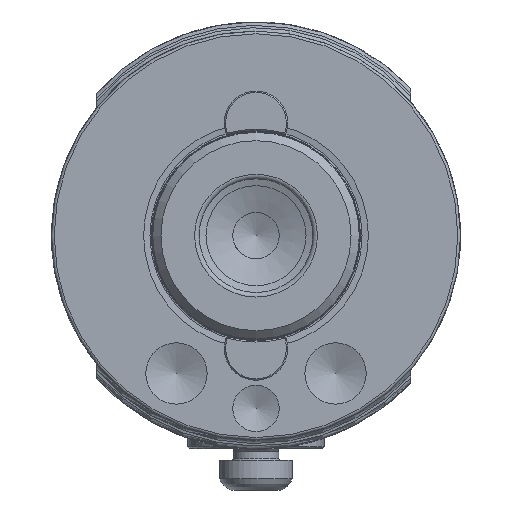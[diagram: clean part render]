
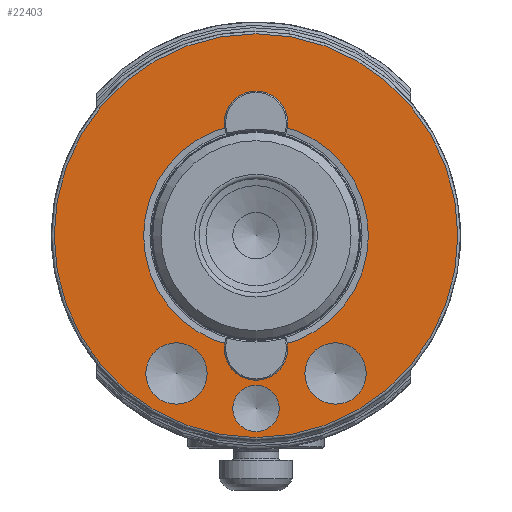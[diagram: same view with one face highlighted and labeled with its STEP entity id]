
A CAD part, left-side view. The second image highlights one B-rep face of the part: STEP entity #22403.
In plain terms, the highlighted planar face has unit normal (-1, 0, 0).
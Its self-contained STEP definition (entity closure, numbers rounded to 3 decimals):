
#109 = CARTESIAN_POINT ( 'NONE',  ( 0., 17.5, -30.311 ) ) ;
#171 = VERTEX_POINT ( 'NONE', #26522 ) ;
#207 = AXIS2_PLACEMENT_3D ( 'NONE', #6265, #23328, #18116 ) ;
#1159 = EDGE_CURVE ( 'NONE', #4701, #4701, #28034, .T. ) ;
#1227 = ORIENTED_EDGE ( 'NONE', *, *, #13409, .F. ) ;
#1516 = CIRCLE ( 'NONE', #11379, 3.5 ) ;
#1753 = DIRECTION ( 'NONE',  ( 1., 0., 0. ) ) ;
#1891 = ORIENTED_EDGE ( 'NONE', *, *, #1159, .F. ) ;
#1906 = AXIS2_PLACEMENT_3D ( 'NONE', #109, #22156, #5101 ) ;
#2691 = EDGE_CURVE ( 'NONE', #3125, #3125, #16902, .T. ) ;
#2759 = DIRECTION ( 'NONE',  ( 0., 0.866, 0.5 ) ) ;
#3125 = VERTEX_POINT ( 'NONE', #29667 ) ;
#3484 = DIRECTION ( 'NONE',  ( 0., 0., 1. ) ) ;
#3535 = VERTEX_POINT ( 'NONE', #11779 ) ;
#3595 = CARTESIAN_POINT ( 'NONE',  ( 0., 0., 0. ) ) ;
#4463 = CARTESIAN_POINT ( 'NONE',  ( 0., 0., -28. ) ) ;
#4701 = VERTEX_POINT ( 'NONE', #20186 ) ;
#4824 = EDGE_LOOP ( 'NONE', ( #18558 ) ) ;
#4907 = CIRCLE ( 'NONE', #9978, 44.4 ) ;
#5101 = DIRECTION ( 'NONE',  ( 0., 0., 1. ) ) ;
#5444 = DIRECTION ( 'NONE',  ( -1., 0., 0. ) ) ;
#6154 = EDGE_LOOP ( 'NONE', ( #30226 ) ) ;
#6265 = CARTESIAN_POINT ( 'NONE',  ( 0., 0., 0. ) ) ;
#6568 = CARTESIAN_POINT ( 'NONE',  ( 0., -1.135, 24.689 ) ) ;
#7008 = ORIENTED_EDGE ( 'NONE', *, *, #30072, .F. ) ;
#7166 = AXIS2_PLACEMENT_3D ( 'NONE', #8627, #1753, #25877 ) ;
#7895 = VERTEX_POINT ( 'NONE', #24381 ) ;
#8508 = EDGE_CURVE ( 'NONE', #18425, #18425, #15233, .T. ) ;
#8627 = CARTESIAN_POINT ( 'NONE',  ( 0., 24.715, 0. ) ) ;
#8890 = ORIENTED_EDGE ( 'NONE', *, *, #8508, .F. ) ;
#9066 = EDGE_LOOP ( 'NONE', ( #1891 ) ) ;
#9414 = DIRECTION ( 'NONE',  ( 0., 0., 1. ) ) ;
#9901 = DIRECTION ( 'NONE',  ( -1., 0., 0. ) ) ;
#9978 = AXIS2_PLACEMENT_3D ( 'NONE', #16777, #28767, #28876 ) ;
#10282 = AXIS2_PLACEMENT_3D ( 'NONE', #17247, #9901, #26890 ) ;
#10563 = DIRECTION ( 'NONE',  ( 0., 0., 1. ) ) ;
#10727 = CIRCLE ( 'NONE', #19495, 3.5 ) ;
#10768 = DIRECTION ( 'NONE',  ( -1., 0., 0. ) ) ;
#11379 = AXIS2_PLACEMENT_3D ( 'NONE', #30214, #10768, #10563 ) ;
#11779 = CARTESIAN_POINT ( 'NONE',  ( 0., 0., 44.4 ) ) ;
#13409 = EDGE_CURVE ( 'NONE', #26369, #22816, #24535, .T. ) ;
#15233 = CIRCLE ( 'NONE', #10282, 5.1 ) ;
#15949 = EDGE_LOOP ( 'NONE', ( #7008, #19530, #1227, #31184 ) ) ;
#15985 = FACE_BOUND ( 'NONE', #30707, .T. ) ;
#16777 = CARTESIAN_POINT ( 'NONE',  ( 0., 0., 0. ) ) ;
#16902 = CIRCLE ( 'NONE', #24220, 6.75 ) ;
#17036 = AXIS2_PLACEMENT_3D ( 'NONE', #3595, #23335, #3484 ) ;
#17247 = CARTESIAN_POINT ( 'NONE',  ( 0., 0., -38. ) ) ;
#18116 = DIRECTION ( 'NONE',  ( 0., 0., 1. ) ) ;
#18425 = VERTEX_POINT ( 'NONE', #25506 ) ;
#18558 = ORIENTED_EDGE ( 'NONE', *, *, #26704, .T. ) ;
#19495 = AXIS2_PLACEMENT_3D ( 'NONE', #4463, #26528, #9414 ) ;
#19530 = ORIENTED_EDGE ( 'NONE', *, *, #25410, .F. ) ;
#20186 = CARTESIAN_POINT ( 'NONE',  ( 0., 17.5, -23.561 ) ) ;
#22156 = DIRECTION ( 'NONE',  ( -1., 0., 0. ) ) ;
#22403 = ADVANCED_FACE ( 'NONE', ( #31187, #30070, #15985, #27767, #26232 ), #23446, .F. ) ;
#22485 = CARTESIAN_POINT ( 'NONE',  ( 0., -17.5, -30.311 ) ) ;
#22816 = VERTEX_POINT ( 'NONE', #6568 ) ;
#23328 = DIRECTION ( 'NONE',  ( -1., 0., 0. ) ) ;
#23335 = DIRECTION ( 'NONE',  ( -1., 0., 0. ) ) ;
#23446 = PLANE ( 'NONE',  #7166 ) ;
#24220 = AXIS2_PLACEMENT_3D ( 'NONE', #22485, #5444, #2759 ) ;
#24381 = CARTESIAN_POINT ( 'NONE',  ( 0., 1.135, -24.689 ) ) ;
#24535 = CIRCLE ( 'NONE', #207, 24.715 ) ;
#25410 = EDGE_CURVE ( 'NONE', #22816, #171, #1516, .T. ) ;
#25506 = CARTESIAN_POINT ( 'NONE',  ( 0., 0., -32.9 ) ) ;
#25557 = EDGE_CURVE ( 'NONE', #7895, #26369, #10727, .T. ) ;
#25705 = CARTESIAN_POINT ( 'NONE',  ( 0., -1.135, -24.689 ) ) ;
#25877 = DIRECTION ( 'NONE',  ( 0., 0., -1. ) ) ;
#26232 = FACE_OUTER_BOUND ( 'NONE', #4824, .T. ) ;
#26369 = VERTEX_POINT ( 'NONE', #25705 ) ;
#26522 = CARTESIAN_POINT ( 'NONE',  ( 0., 1.135, 24.689 ) ) ;
#26528 = DIRECTION ( 'NONE',  ( -1., 0., 0. ) ) ;
#26704 = EDGE_CURVE ( 'NONE', #3535, #3535, #4907, .T. ) ;
#26890 = DIRECTION ( 'NONE',  ( 0., 0., 1. ) ) ;
#27767 = FACE_BOUND ( 'NONE', #15949, .T. ) ;
#28034 = CIRCLE ( 'NONE', #1906, 6.75 ) ;
#28767 = DIRECTION ( 'NONE',  ( -1., 0., 0. ) ) ;
#28876 = DIRECTION ( 'NONE',  ( 0., 0., 1. ) ) ;
#28987 = CIRCLE ( 'NONE', #17036, 24.715 ) ;
#29667 = CARTESIAN_POINT ( 'NONE',  ( 0., -11.654, -26.936 ) ) ;
#30070 = FACE_BOUND ( 'NONE', #9066, .T. ) ;
#30072 = EDGE_CURVE ( 'NONE', #171, #7895, #28987, .T. ) ;
#30214 = CARTESIAN_POINT ( 'NONE',  ( 0., 0., 28. ) ) ;
#30226 = ORIENTED_EDGE ( 'NONE', *, *, #2691, .F. ) ;
#30707 = EDGE_LOOP ( 'NONE', ( #8890 ) ) ;
#31184 = ORIENTED_EDGE ( 'NONE', *, *, #25557, .F. ) ;
#31187 = FACE_BOUND ( 'NONE', #6154, .T. ) ;
